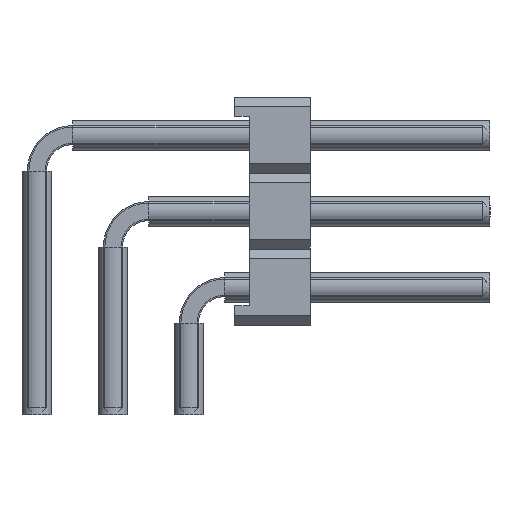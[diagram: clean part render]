
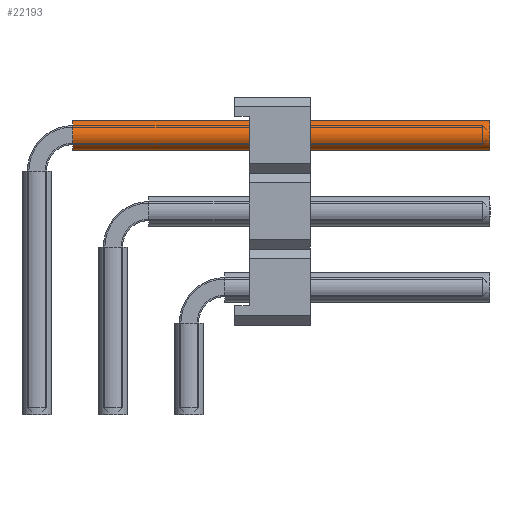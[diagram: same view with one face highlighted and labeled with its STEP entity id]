
A CAD part, left-side view. The second image highlights one B-rep face of the part: STEP entity #22193.
In plain terms, the highlighted cylindrical face has radius 0.5 mm (diameter 1 mm), a full revolution.
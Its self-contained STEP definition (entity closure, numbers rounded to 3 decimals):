
#11910=ORIENTED_EDGE('',*,*,#15160,.F.);
#11911=ORIENTED_EDGE('',*,*,#15161,.T.);
#15160=EDGE_CURVE('',#17300,#17300,#18160,.T.);
#15161=EDGE_CURVE('',#17301,#17301,#18161,.T.);
#17300=VERTEX_POINT('',#36964);
#17301=VERTEX_POINT('',#36966);
#18160=CIRCLE('',#24203,0.5);
#18161=CIRCLE('',#24204,0.5);
#19420=EDGE_LOOP('',(#11910));
#19421=EDGE_LOOP('',(#11911));
#20694=FACE_BOUND('',#19420,.T.);
#20695=FACE_BOUND('',#19421,.T.);
#21137=CYLINDRICAL_SURFACE('',#24202,0.5);
#22193=ADVANCED_FACE('',(#20694,#20695),#21137,.F.);
#24202=AXIS2_PLACEMENT_3D('',#36962,#30391,#30392);
#24203=AXIS2_PLACEMENT_3D('',#36963,#30393,#30394);
#24204=AXIS2_PLACEMENT_3D('',#36965,#30395,#30396);
#30391=DIRECTION('',(1.,0.,0.));
#30392=DIRECTION('',(0.,0.,-1.));
#30393=DIRECTION('',(-1.,0.,0.));
#30394=DIRECTION('',(0.,0.,1.));
#30395=DIRECTION('',(-1.,0.,0.));
#30396=DIRECTION('',(0.,0.,1.));
#36962=CARTESIAN_POINT('',(1.2,0.,9.35));
#36963=CARTESIAN_POINT('',(15.14,0.,9.35));
#36964=CARTESIAN_POINT('',(15.14,0.,9.85));
#36965=CARTESIAN_POINT('',(1.2,0.,9.35));
#36966=CARTESIAN_POINT('',(1.2,0.,9.85));
